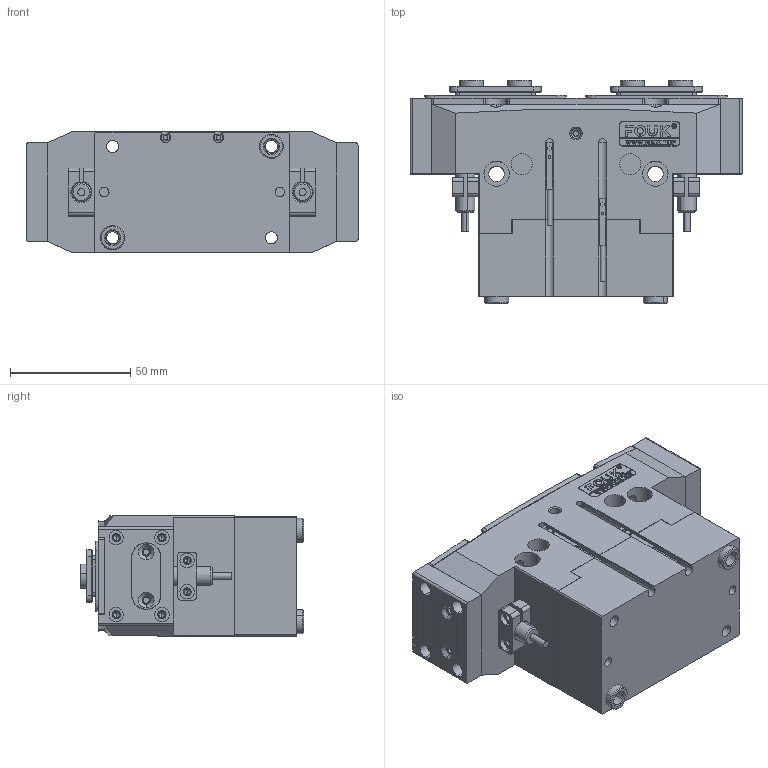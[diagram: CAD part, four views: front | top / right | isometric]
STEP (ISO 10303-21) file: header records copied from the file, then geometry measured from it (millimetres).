
FILE_DESCRIPTION (( 'STEP AP203' ), '1' );
FILE_NAME ('FR45-120-P-NC.STEP', '2025-05-06T07:04:59', ( 'USER-' ), ( 'Microsoft' ), 'SwSTEP 2.0', 'SolidWorks 2018', '' );
FILE_SCHEMA (( 'CONFIG_CONTROL_DESIGN' ));
Length unit declared in the file: millimetre
Products named in the file (20): ﾏ擎ﾗ10｡ﾁ6｡ﾁ6; 8x23諉輪羲壽; TRT45-120饜滅鳥; 揤輸杅耀.sldasm-Part-9; 25x10-R1.5; TRT46-120-M-12 耜猾极; TRT46-120-M-14 忒硌薊啣; 10x6-12杶种; P-GS-T-01 喘倛蚚標釱; FR45-120-P-NC; TRT46-120-M-11奻葡裔啣; 内六角圆柱头螺钉[GBT70_1-2008][M2.5×8]; 棠羲換覜ん; TRT46-120-M-02 喘倛賑輸; TRT45-120-MX-22B 晊扥极; 褫籵蚚苤結裔; TRT45-120-MX-06 笢猾え; TRT45-120-MX-01A 喘倛褲极A; 揤輸; TRT46-120-M-13 移动挡板(默认)
Assembly tree (33 placements, depth 3):
  FR45-120-P-NC
    TRT45-120-MX-01A 喘倛褲极A
    TRT46-120-M-02 喘倛賑輸  x2
    TRT45-120-MX-06 笢猾え
    P-GS-T-01 喘倛蚚標釱  x2
    8x23諉輪羲壽  x2
    揤輸  x2
      揤輸杅耀.sldasm-Part-9
      内六角圆柱头螺钉[GBT70_1-2008][M2.5×8]
    25x10-R1.5
    棠羲換覜ん  x2
    TRT45-120饜滅鳥
      TRT46-120-M-11奻葡裔啣
      TRT46-120-M-12 耜猾极  x2
      TRT46-120-M-14 忒硌薊啣  x2
      TRT46-120-M-13 移动挡板(默认)  x2
      褫籵蚚苤結裔  x2
      10x6-12杶种  x4
    TRT45-120-MX-22B 晊扥极
    ﾏ擎ﾗ10｡ﾁ6｡ﾁ6  x2
Bounding box: 138 x 93 x 50.1 mm (x, y, z)
Volume: 387036.4 mm3; surface area: 119971.2 mm2
Topology: 33 solids, 39 shells, 1879 faces, 4789 edges, 3023 vertices
Faces by surface type: plane 762, cylinder 605, cone 341, bspline 155, torus 16
Entity records: 51363 total; most frequent: CARTESIAN_POINT 14428, ORIENTED_EDGE 7232, DIRECTION 6933, EDGE_CURVE 3616, AXIS2_PLACEMENT_3D 2368, VERTEX_POINT 2339, LINE 2197, VECTOR 2197
